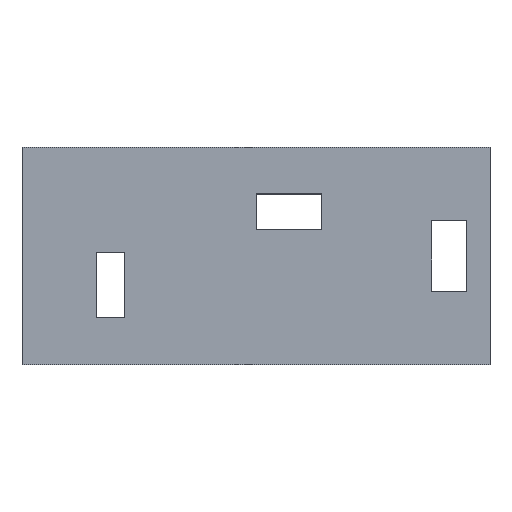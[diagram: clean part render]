
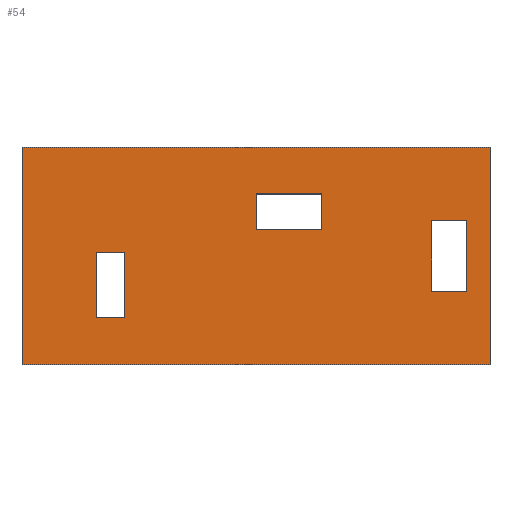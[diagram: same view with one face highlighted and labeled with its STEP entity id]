
A CAD part, top view. The second image highlights one B-rep face of the part: STEP entity #54.
In plain terms, the highlighted planar face has unit normal (0, 0, 1).
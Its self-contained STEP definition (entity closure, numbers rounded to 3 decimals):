
#54=ADVANCED_FACE('',(#84,#86,#88,#90),#92,.T.);
#84=FACE_BOUND('',#85,.T.);
#85=EDGE_LOOP('',(#225,#226,#227,#228));
#86=FACE_BOUND('',#87,.T.);
#87=EDGE_LOOP('',(#229,#230,#231,#232));
#88=FACE_BOUND('',#89,.T.);
#89=EDGE_LOOP('',(#233,#234,#235,#236));
#90=FACE_BOUND('',#91,.T.);
#91=EDGE_LOOP('',(#237,#238,#239,#240));
#92=PLANE('',#93);
#93=AXIS2_PLACEMENT_3D('',#94,#95,#96);
#94=CARTESIAN_POINT('',(0.,0.,5.));
#95=DIRECTION('',(0.,0.,1.));
#96=DIRECTION('',(-1.,0.,0.));
#225=ORIENTED_EDGE('',*,*,#321,.T.);
#226=ORIENTED_EDGE('',*,*,#322,.T.);
#227=ORIENTED_EDGE('',*,*,#323,.T.);
#228=ORIENTED_EDGE('',*,*,#324,.T.);
#229=ORIENTED_EDGE('',*,*,#325,.T.);
#230=ORIENTED_EDGE('',*,*,#326,.T.);
#231=ORIENTED_EDGE('',*,*,#327,.T.);
#232=ORIENTED_EDGE('',*,*,#328,.T.);
#233=ORIENTED_EDGE('',*,*,#329,.T.);
#234=ORIENTED_EDGE('',*,*,#330,.T.);
#235=ORIENTED_EDGE('',*,*,#331,.T.);
#236=ORIENTED_EDGE('',*,*,#332,.T.);
#237=ORIENTED_EDGE('',*,*,#333,.T.);
#238=ORIENTED_EDGE('',*,*,#334,.T.);
#239=ORIENTED_EDGE('',*,*,#335,.T.);
#240=ORIENTED_EDGE('',*,*,#336,.T.);
#321=EDGE_CURVE('',#385,#386,#387,.T.);
#322=EDGE_CURVE('',#386,#388,#389,.T.);
#323=EDGE_CURVE('',#388,#390,#391,.T.);
#324=EDGE_CURVE('',#390,#385,#392,.T.);
#325=EDGE_CURVE('',#393,#394,#395,.F.);
#326=EDGE_CURVE('',#394,#396,#397,.F.);
#327=EDGE_CURVE('',#396,#398,#399,.F.);
#328=EDGE_CURVE('',#398,#393,#400,.F.);
#329=EDGE_CURVE('',#401,#402,#403,.F.);
#330=EDGE_CURVE('',#402,#404,#405,.F.);
#331=EDGE_CURVE('',#404,#406,#407,.F.);
#332=EDGE_CURVE('',#406,#401,#408,.F.);
#333=EDGE_CURVE('',#409,#410,#411,.F.);
#334=EDGE_CURVE('',#410,#412,#413,.F.);
#335=EDGE_CURVE('',#412,#414,#415,.F.);
#336=EDGE_CURVE('',#414,#409,#416,.F.);
#385=VERTEX_POINT('',#497);
#386=VERTEX_POINT('',#498);
#387=LINE('',#499,#500);
#388=VERTEX_POINT('',#502);
#389=LINE('',#503,#504);
#390=VERTEX_POINT('',#506);
#391=LINE('',#507,#508);
#392=LINE('',#510,#511);
#393=VERTEX_POINT('',#513);
#394=VERTEX_POINT('',#514);
#395=LINE('',#515,#516);
#396=VERTEX_POINT('',#518);
#397=LINE('',#519,#520);
#398=VERTEX_POINT('',#522);
#399=LINE('',#523,#524);
#400=LINE('',#526,#527);
#401=VERTEX_POINT('',#529);
#402=VERTEX_POINT('',#530);
#403=LINE('',#531,#532);
#404=VERTEX_POINT('',#534);
#405=LINE('',#535,#536);
#406=VERTEX_POINT('',#538);
#407=LINE('',#539,#540);
#408=LINE('',#542,#543);
#409=VERTEX_POINT('',#545);
#410=VERTEX_POINT('',#546);
#411=LINE('',#547,#548);
#412=VERTEX_POINT('',#550);
#413=LINE('',#551,#552);
#414=VERTEX_POINT('',#554);
#415=LINE('',#555,#556);
#416=LINE('',#558,#559);
#497=CARTESIAN_POINT('',(-100.,46.5,5.));
#498=CARTESIAN_POINT('',(-100.,-46.5,5.));
#499=CARTESIAN_POINT('',(-100.,46.5,5.));
#500=VECTOR('',#501,1.);
#501=DIRECTION('',(0.,-1.,0.));
#502=CARTESIAN_POINT('',(100.,-46.5,5.));
#503=CARTESIAN_POINT('',(-100.,-46.5,5.));
#504=VECTOR('',#505,1.);
#505=DIRECTION('',(1.,0.,0.));
#506=CARTESIAN_POINT('',(100.,46.5,5.));
#507=CARTESIAN_POINT('',(100.,-46.5,5.));
#508=VECTOR('',#509,1.);
#509=DIRECTION('',(0.,1.,0.));
#510=CARTESIAN_POINT('',(100.,46.5,5.));
#511=VECTOR('',#512,1.);
#512=DIRECTION('',(-1.,0.,0.));
#513=CARTESIAN_POINT('',(90.,-15.,5.));
#514=CARTESIAN_POINT('',(75.,-15.,5.));
#515=CARTESIAN_POINT('',(75.,-15.,5.));
#516=VECTOR('',#517,1.);
#517=DIRECTION('',(1.,0.,0.));
#518=CARTESIAN_POINT('',(75.,15.,5.));
#519=CARTESIAN_POINT('',(75.,15.,5.));
#520=VECTOR('',#521,1.);
#521=DIRECTION('',(0.,-1.,0.));
#522=CARTESIAN_POINT('',(90.,15.,5.));
#523=CARTESIAN_POINT('',(90.,15.,5.));
#524=VECTOR('',#525,1.);
#525=DIRECTION('',(-1.,0.,0.));
#526=CARTESIAN_POINT('',(90.,-15.,5.));
#527=VECTOR('',#528,1.);
#528=DIRECTION('',(0.,1.,0.));
#529=CARTESIAN_POINT('',(28.,11.5,5.));
#530=CARTESIAN_POINT('',(0.,11.5,5.));
#531=CARTESIAN_POINT('',(0.,11.5,5.));
#532=VECTOR('',#533,1.);
#533=DIRECTION('',(1.,0.,0.));
#534=CARTESIAN_POINT('',(0.,26.5,5.));
#535=CARTESIAN_POINT('',(0.,26.5,5.));
#536=VECTOR('',#537,1.);
#537=DIRECTION('',(0.,-1.,0.));
#538=CARTESIAN_POINT('',(28.,26.5,5.));
#539=CARTESIAN_POINT('',(28.,26.5,5.));
#540=VECTOR('',#541,1.);
#541=DIRECTION('',(-1.,0.,0.));
#542=CARTESIAN_POINT('',(28.,11.5,5.));
#543=VECTOR('',#544,1.);
#544=DIRECTION('',(0.,1.,0.));
#545=CARTESIAN_POINT('',(-56.,-26.5,5.));
#546=CARTESIAN_POINT('',(-68.,-26.5,5.));
#547=CARTESIAN_POINT('',(-68.,-26.5,5.));
#548=VECTOR('',#549,1.);
#549=DIRECTION('',(1.,0.,0.));
#550=CARTESIAN_POINT('',(-68.,1.5,5.));
#551=CARTESIAN_POINT('',(-68.,1.5,5.));
#552=VECTOR('',#553,1.);
#553=DIRECTION('',(0.,-1.,0.));
#554=CARTESIAN_POINT('',(-56.,1.5,5.));
#555=CARTESIAN_POINT('',(-56.,1.5,5.));
#556=VECTOR('',#557,1.);
#557=DIRECTION('',(-1.,0.,0.));
#558=CARTESIAN_POINT('',(-56.,-26.5,5.));
#559=VECTOR('',#560,1.);
#560=DIRECTION('',(0.,1.,0.));
